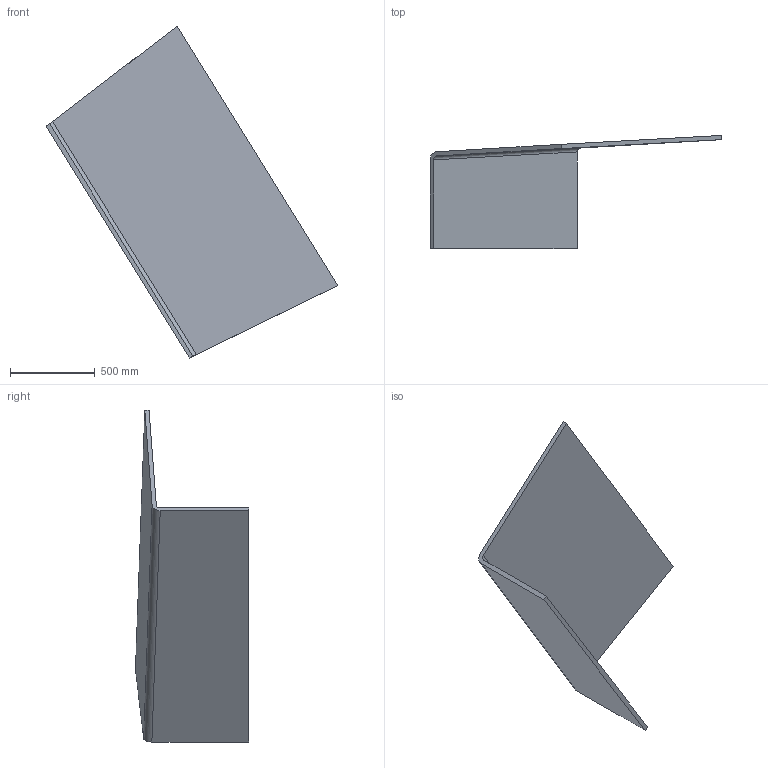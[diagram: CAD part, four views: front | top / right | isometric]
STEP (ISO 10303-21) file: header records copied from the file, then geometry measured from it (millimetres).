
FILE_DESCRIPTION(('FreeCAD Model'),'2;1');
FILE_NAME( 'detailed_HCPB/step/first_wall_homogenised_sample_envelope_1.step', '2018-04-18T16:54:26',('FreeCAD'),('FreeCAD'), 'Open CASCADE STEP processor 7.2','FreeCAD','Unknown');
FILE_SCHEMA(('AUTOMOTIVE_DESIGN_CC2 { 1 2 10303 214 -1 1 5 4 }'));
Length unit declared in the file: millimetre
Products named in the file (1): Open CASCADE STEP translator 7.2 11
Bounding box: 1717.2 x 665.74 x 1955.04 mm (x, y, z)
Volume: 63368299.2 mm3; surface area: 5231045.1 mm2
Topology: 1 solids, 1 shells, 10 faces, 24 edges, 16 vertices
Faces by surface type: plane 8, cylinder 2
Entity records: 614 total; most frequent: CARTESIAN_POINT 163, DIRECTION 66, ORIENTED_EDGE 48, PCURVE 48, DEFINITIONAL_REPRESENTATION 48, LINE 32, VECTOR 32, B_SPLINE_CURVE_WITH_KNOTS 32
